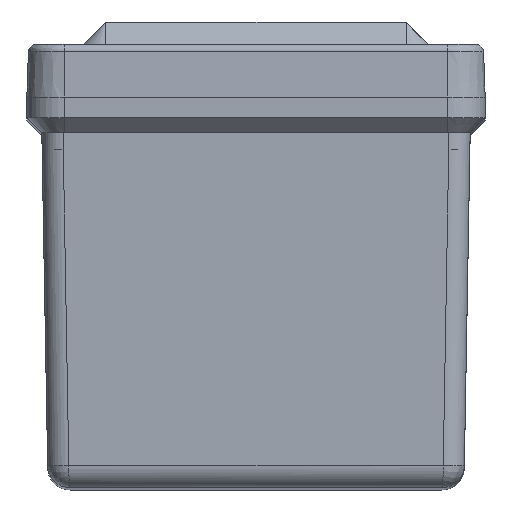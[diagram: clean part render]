
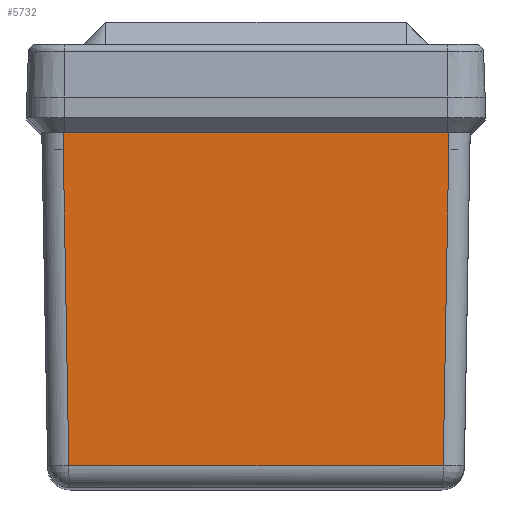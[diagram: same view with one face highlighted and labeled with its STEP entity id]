
A CAD part, top view. The second image highlights one B-rep face of the part: STEP entity #5732.
In plain terms, the highlighted planar face has unit normal (0, -0.018, 1).
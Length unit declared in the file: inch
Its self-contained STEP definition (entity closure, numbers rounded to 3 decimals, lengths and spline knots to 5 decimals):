
#176 = DIRECTION ( 'NONE',  ( 0.017, 1., 0.017 ) ) ;
#248 = FACE_OUTER_BOUND ( 'NONE', #21251, .T. ) ;
#462 = VERTEX_POINT ( 'NONE', #17714 ) ;
#479 = LINE ( 'NONE', #19386, #21940 ) ;
#962 = CARTESIAN_POINT ( 'NONE',  ( 0., 2.9525, 5.4375 ) ) ;
#1038 = DIRECTION ( 'NONE',  ( -1., 0., 0. ) ) ;
#3169 = EDGE_CURVE ( 'NONE', #15825, #4123, #10176, .T. ) ;
#3735 = CARTESIAN_POINT ( 'NONE',  ( 1.59375, 2.9525, 5.4375 ) ) ;
#4123 = VERTEX_POINT ( 'NONE', #6481 ) ;
#4515 = LINE ( 'NONE', #19272, #10806 ) ;
#5007 = CARTESIAN_POINT ( 'NONE',  ( 1.55706, 0.18423, 5.38918 ) ) ;
#5237 = ORIENTED_EDGE ( 'NONE', *, *, #22773, .T. ) ;
#5300 = VERTEX_POINT ( 'NONE', #10945 ) ;
#5553 = DIRECTION ( 'NONE',  ( 0., -1., -0.017 ) ) ;
#5700 = PLANE ( 'NONE',  #14028 ) ;
#5732 = ADVANCED_FACE ( 'NONE', ( #248 ), #5700, .T. ) ;
#6481 = CARTESIAN_POINT ( 'NONE',  ( -1.59375, 2.9525, 5.4375 ) ) ;
#6807 = ORIENTED_EDGE ( 'NONE', *, *, #10868, .T. ) ;
#7117 = ORIENTED_EDGE ( 'NONE', *, *, #16815, .F. ) ;
#7298 = VECTOR ( 'NONE', #1038, 39.37008 ) ;
#7579 = ORIENTED_EDGE ( 'NONE', *, *, #9416, .T. ) ;
#8926 = VERTEX_POINT ( 'NONE', #12969 ) ;
#9265 = ORIENTED_EDGE ( 'NONE', *, *, #14210, .F. ) ;
#9416 = EDGE_CURVE ( 'NONE', #5300, #4123, #10133, .T. ) ;
#9634 = VECTOR ( 'NONE', #21755, 39.37008 ) ;
#9774 = LINE ( 'NONE', #12733, #15801 ) ;
#10133 = LINE ( 'NONE', #18140, #14253 ) ;
#10176 = LINE ( 'NONE', #962, #9634 ) ;
#10806 = VECTOR ( 'NONE', #17561, 39.37008 ) ;
#10868 = EDGE_CURVE ( 'NONE', #15825, #8926, #9774, .T. ) ;
#10945 = CARTESIAN_POINT ( 'NONE',  ( 1.59375, 2.9525, 5.4375 ) ) ;
#11525 = CARTESIAN_POINT ( 'NONE',  ( 0.79687, 0.18423, 5.38918 ) ) ;
#12733 = CARTESIAN_POINT ( 'NONE',  ( -1.60538, 2.9525, 5.4375 ) ) ;
#12969 = CARTESIAN_POINT ( 'NONE',  ( -1.55706, 0.18423, 5.38918 ) ) ;
#13296 = ORIENTED_EDGE ( 'NONE', *, *, #3169, .F. ) ;
#14028 = AXIS2_PLACEMENT_3D ( 'NONE', #3735, #21438, #5553 ) ;
#14210 = EDGE_CURVE ( 'NONE', #5300, #462, #4515, .T. ) ;
#14253 = VECTOR ( 'NONE', #18226, 39.37008 ) ;
#15801 = VECTOR ( 'NONE', #17929, 39.37008 ) ;
#15825 = VERTEX_POINT ( 'NONE', #22748 ) ;
#16815 = EDGE_CURVE ( 'NONE', #18441, #8926, #18875, .T. ) ;
#17561 = DIRECTION ( 'NONE',  ( 1., 0., 0. ) ) ;
#17714 = CARTESIAN_POINT ( 'NONE',  ( 1.60538, 2.9525, 5.4375 ) ) ;
#17929 = DIRECTION ( 'NONE',  ( 0.017, -1., -0.017 ) ) ;
#18140 = CARTESIAN_POINT ( 'NONE',  ( 1.59375, 2.9525, 5.4375 ) ) ;
#18226 = DIRECTION ( 'NONE',  ( -1., 0., 0. ) ) ;
#18441 = VERTEX_POINT ( 'NONE', #5007 ) ;
#18875 = LINE ( 'NONE', #11525, #7298 ) ;
#19272 = CARTESIAN_POINT ( 'NONE',  ( 0., 2.9525, 5.4375 ) ) ;
#19386 = CARTESIAN_POINT ( 'NONE',  ( 1.55706, 0.18423, 5.38918 ) ) ;
#21251 = EDGE_LOOP ( 'NONE', ( #13296, #6807, #7117, #5237, #9265, #7579 ) ) ;
#21438 = DIRECTION ( 'NONE',  ( 0., -0.017, 1. ) ) ;
#21755 = DIRECTION ( 'NONE',  ( 1., 0., 0. ) ) ;
#21940 = VECTOR ( 'NONE', #176, 39.37008 ) ;
#22748 = CARTESIAN_POINT ( 'NONE',  ( -1.60538, 2.9525, 5.4375 ) ) ;
#22773 = EDGE_CURVE ( 'NONE', #18441, #462, #479, .T. ) ;
